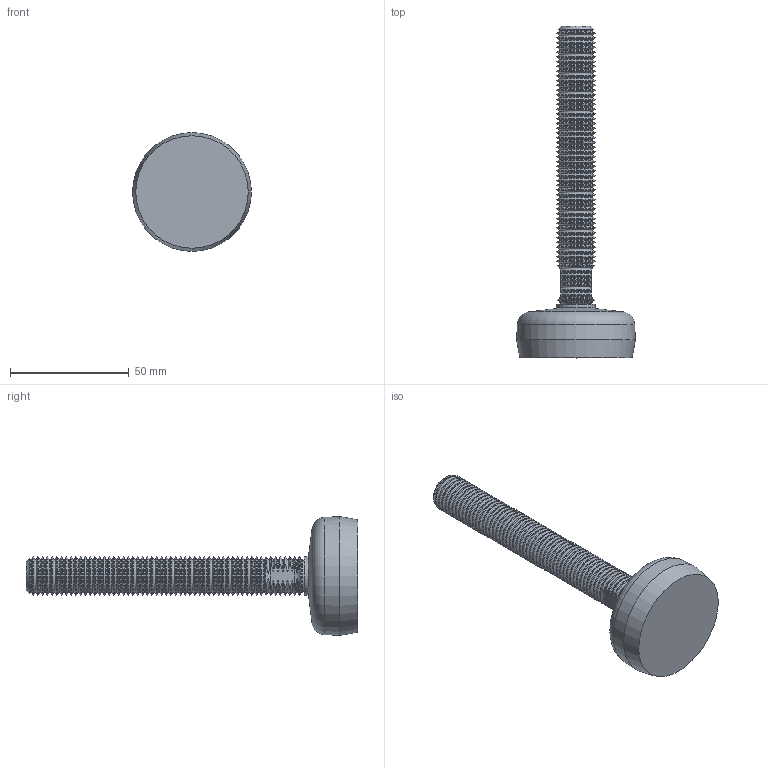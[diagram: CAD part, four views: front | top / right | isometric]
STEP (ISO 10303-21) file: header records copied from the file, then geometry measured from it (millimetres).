
FILE_DESCRIPTION (( 'STEP AP214' ), '1' );
FILE_NAME ('M050(l)a-M(l)16117_117_117(2.0) AISI316 Default (NGI 137999).step', '2016-11-07T12:16:27', ( 'NGI-CADa' ), ( '' ), 'SwSTEP 2.0', 'SolidWorks 2015', '' );
FILE_SCHEMA (( 'AUTOMOTIVE_DESIGN' ));
Length unit declared in the file: millimetre
Products named in the file (10): M(l)16117_117_117(2.0) AISI316; M050 Steel cover AISI 316; M050(l)a Rubber; M050(l)a-M(l)16117_117_117(2.0) AISI316 Default (NGI 137999); Washer Ø16.0x8.4x1.6 AISI-316 DIN125; M050(l)l_Customer
Assembly tree (5 placements, depth 3):
  M(l)16117_117_117(2.0) AISI316
  M050 Steel cover AISI 316
  M050(l)a Rubber
  M050(l)a-M(l)16117_117_117(2.0) AISI316 Default (NGI 137999)
    M050(l)l_Customer
      M050(l)a Rubber
      M050 Steel cover AISI 316
    M(l)16117_117_117(2.0) AISI316
    Washer Ø16.0x8.4x1.6 AISI-316 DIN125
  Washer Ø16.0x8.4x1.6 AISI-316 DIN125
Bounding box: 50 x 139.6 x 50 mm (x, y, z)
Volume: 57139.6 mm3; surface area: 22586.5 mm2
Topology: 4 solids, 4 shells, 305 faces, 665 edges, 374 vertices
Faces by surface type: cone 141, torus 135, plane 13, cylinder 13, sphere 3
Full cylindrical faces by diameter (mm): 7.4 x1, 7.8 x2, 8.4 x3, 12.2 x2, 16 x1
Entity records: 8020 total; most frequent: CARTESIAN_POINT 2127, DIRECTION 1230, ORIENTED_EDGE 868, AXIS2_PLACEMENT_3D 613, EDGE_LOOP 540, EDGE_CURVE 434, FACE_OUTER_BOUND 422, VERTEX_POINT 368
